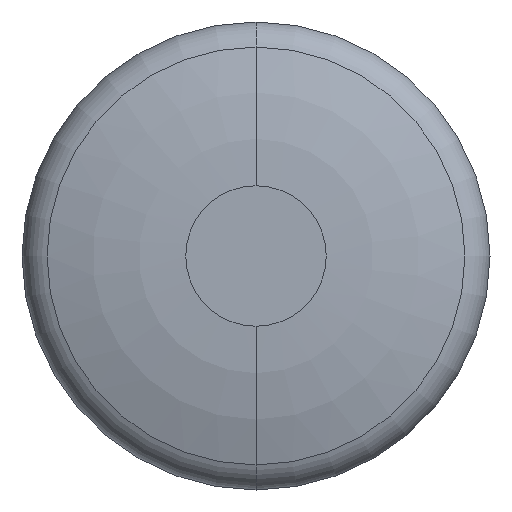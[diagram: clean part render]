
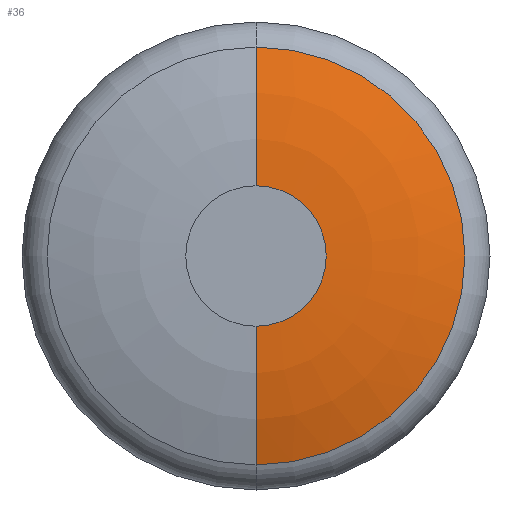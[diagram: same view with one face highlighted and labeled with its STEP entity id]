
A CAD part, front view. The second image highlights one B-rep face of the part: STEP entity #36.
In plain terms, the highlighted toroidal (fillet/blend) face has major radius 1.429 mm and minor radius 8.572 mm.
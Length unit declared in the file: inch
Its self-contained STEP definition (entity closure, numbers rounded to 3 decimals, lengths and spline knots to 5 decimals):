
#17 = VERTEX_POINT ( 'NONE', #117 ) ;
#18 = EDGE_CURVE ( 'NONE', #343, #383, #134, .T. ) ;
#25 = CARTESIAN_POINT ( 'NONE',  ( 0., 0., 0. ) ) ;
#27 = EDGE_CURVE ( 'NONE', #17, #343, #225, .T. ) ;
#36 = ADVANCED_FACE ( 'NONE', ( #100 ), #259, .T. ) ;
#54 = CARTESIAN_POINT ( 'NONE',  ( 0., 0., 0.05625 ) ) ;
#55 = DIRECTION ( 'NONE',  ( 0., 0., -1. ) ) ;
#62 = CARTESIAN_POINT ( 'NONE',  ( 0., 0., -0.05625 ) ) ;
#82 = CARTESIAN_POINT ( 'NONE',  ( 0., 0.3375, -0.05625 ) ) ;
#92 = DIRECTION ( 'NONE',  ( 0., 0., -1. ) ) ;
#96 = CIRCLE ( 'NONE', #368, 0.3375 ) ;
#100 = FACE_OUTER_BOUND ( 'NONE', #246, .T. ) ;
#109 = AXIS2_PLACEMENT_3D ( 'NONE', #223, #218, #262 ) ;
#117 = CARTESIAN_POINT ( 'NONE',  ( 0., 0.01882, -0.16738 ) ) ;
#134 = CIRCLE ( 'NONE', #366, 0.05625 ) ;
#156 = ORIENTED_EDGE ( 'NONE', *, *, #294, .T. ) ;
#199 = DIRECTION ( 'NONE',  ( 0., 0., -1. ) ) ;
#205 = DIRECTION ( 'NONE',  ( -1., 0., 0. ) ) ;
#209 = ORIENTED_EDGE ( 'NONE', *, *, #18, .F. ) ;
#218 = DIRECTION ( 'NONE',  ( 0., -1., 0. ) ) ;
#223 = CARTESIAN_POINT ( 'NONE',  ( 0., 0.3375, 0. ) ) ;
#225 = CIRCLE ( 'NONE', #286, 0.3375 ) ;
#233 = AXIS2_PLACEMENT_3D ( 'NONE', #450, #455, #199 ) ;
#246 = EDGE_LOOP ( 'NONE', ( #156, #419, #209, #277 ) ) ;
#254 = DIRECTION ( 'NONE',  ( 1., 0., 0. ) ) ;
#259 = TOROIDAL_SURFACE ( 'NONE', #109, 0.05625, 0.3375 ) ;
#262 = DIRECTION ( 'NONE',  ( 0., 0., -1. ) ) ;
#276 = CARTESIAN_POINT ( 'NONE',  ( 0., 0.3375, 0.05625 ) ) ;
#277 = ORIENTED_EDGE ( 'NONE', *, *, #27, .F. ) ;
#286 = AXIS2_PLACEMENT_3D ( 'NONE', #82, #205, #423 ) ;
#294 = EDGE_CURVE ( 'NONE', #17, #428, #298, .T. ) ;
#298 = CIRCLE ( 'NONE', #233, 0.16738 ) ;
#343 = VERTEX_POINT ( 'NONE', #62 ) ;
#366 = AXIS2_PLACEMENT_3D ( 'NONE', #25, #463, #55 ) ;
#368 = AXIS2_PLACEMENT_3D ( 'NONE', #276, #254, #92 ) ;
#383 = VERTEX_POINT ( 'NONE', #54 ) ;
#395 = CARTESIAN_POINT ( 'NONE',  ( 0., 0.01882, 0.16738 ) ) ;
#401 = EDGE_CURVE ( 'NONE', #428, #383, #96, .T. ) ;
#419 = ORIENTED_EDGE ( 'NONE', *, *, #401, .T. ) ;
#423 = DIRECTION ( 'NONE',  ( 0., 0., 1. ) ) ;
#428 = VERTEX_POINT ( 'NONE', #395 ) ;
#450 = CARTESIAN_POINT ( 'NONE',  ( 0., 0.01882, 0. ) ) ;
#455 = DIRECTION ( 'NONE',  ( 0., -1., 0. ) ) ;
#463 = DIRECTION ( 'NONE',  ( 0., -1., 0. ) ) ;
